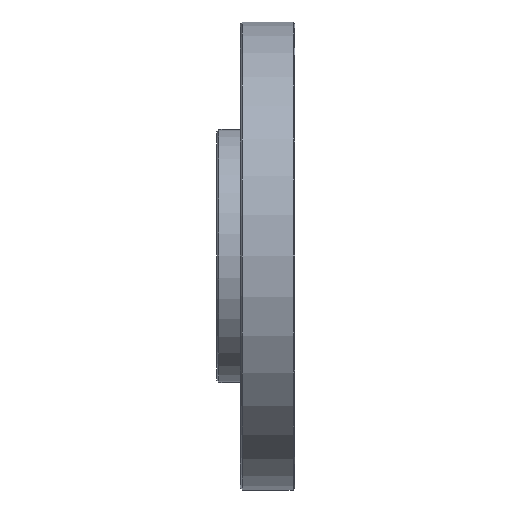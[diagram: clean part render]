
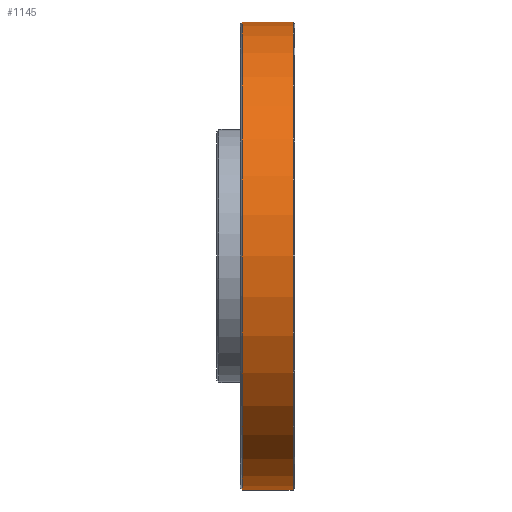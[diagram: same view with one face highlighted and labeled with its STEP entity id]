
A CAD part, left-side view. The second image highlights one B-rep face of the part: STEP entity #1145.
In plain terms, the highlighted cylindrical face has radius 60 mm (diameter 120 mm), a partial arc.
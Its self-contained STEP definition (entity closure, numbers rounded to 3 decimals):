
#13 = VERTEX_POINT ( 'NONE', #1078 ) ;
#19 = DIRECTION ( 'NONE',  ( 0., 0., 1. ) ) ;
#35 = CARTESIAN_POINT ( 'NONE',  ( 0., 20., 60. ) ) ;
#43 = CYLINDRICAL_SURFACE ( 'NONE', #968, 60. ) ;
#75 = CARTESIAN_POINT ( 'NONE',  ( 0., 20., -60. ) ) ;
#97 = DIRECTION ( 'NONE',  ( 0., 0., 1. ) ) ;
#118 = EDGE_CURVE ( 'NONE', #1385, #894, #300, .T. ) ;
#126 = VERTEX_POINT ( 'NONE', #1323 ) ;
#129 = DIRECTION ( 'NONE',  ( 0., -1., 0. ) ) ;
#140 = LINE ( 'NONE', #35, #231 ) ;
#156 = CARTESIAN_POINT ( 'NONE',  ( 0., 0.5, -60. ) ) ;
#202 = EDGE_CURVE ( 'NONE', #894, #13, #1230, .T. ) ;
#203 = CARTESIAN_POINT ( 'NONE',  ( 0., 13.5, -60. ) ) ;
#231 = VECTOR ( 'NONE', #361, 1000. ) ;
#279 = EDGE_LOOP ( 'NONE', ( #1215, #1001, #780, #941 ) ) ;
#300 = LINE ( 'NONE', #75, #348 ) ;
#348 = VECTOR ( 'NONE', #751, 1000. ) ;
#361 = DIRECTION ( 'NONE',  ( 0., -1., 0. ) ) ;
#560 = AXIS2_PLACEMENT_3D ( 'NONE', #1033, #1278, #19 ) ;
#583 = AXIS2_PLACEMENT_3D ( 'NONE', #763, #1110, #97 ) ;
#680 = CARTESIAN_POINT ( 'NONE',  ( 0., 20., 0. ) ) ;
#751 = DIRECTION ( 'NONE',  ( 0., -1., 0. ) ) ;
#763 = CARTESIAN_POINT ( 'NONE',  ( 0., 0.5, 0. ) ) ;
#780 = ORIENTED_EDGE ( 'NONE', *, *, #118, .T. ) ;
#826 = DIRECTION ( 'NONE',  ( 0., 0., -1. ) ) ;
#857 = EDGE_CURVE ( 'NONE', #126, #13, #140, .T. ) ;
#865 = EDGE_CURVE ( 'NONE', #126, #1385, #1211, .T. ) ;
#894 = VERTEX_POINT ( 'NONE', #156 ) ;
#941 = ORIENTED_EDGE ( 'NONE', *, *, #202, .T. ) ;
#968 = AXIS2_PLACEMENT_3D ( 'NONE', #680, #129, #826 ) ;
#1001 = ORIENTED_EDGE ( 'NONE', *, *, #865, .T. ) ;
#1033 = CARTESIAN_POINT ( 'NONE',  ( 0., 13.5, 0. ) ) ;
#1078 = CARTESIAN_POINT ( 'NONE',  ( 0., 0.5, 60. ) ) ;
#1110 = DIRECTION ( 'NONE',  ( 0., 1., 0. ) ) ;
#1145 = ADVANCED_FACE ( 'NONE', ( #1399 ), #43, .T. ) ;
#1211 = CIRCLE ( 'NONE', #560, 60. ) ;
#1215 = ORIENTED_EDGE ( 'NONE', *, *, #857, .F. ) ;
#1230 = CIRCLE ( 'NONE', #583, 60. ) ;
#1278 = DIRECTION ( 'NONE',  ( 0., -1., 0. ) ) ;
#1323 = CARTESIAN_POINT ( 'NONE',  ( 0., 13.5, 60. ) ) ;
#1385 = VERTEX_POINT ( 'NONE', #203 ) ;
#1399 = FACE_OUTER_BOUND ( 'NONE', #279, .T. ) ;
